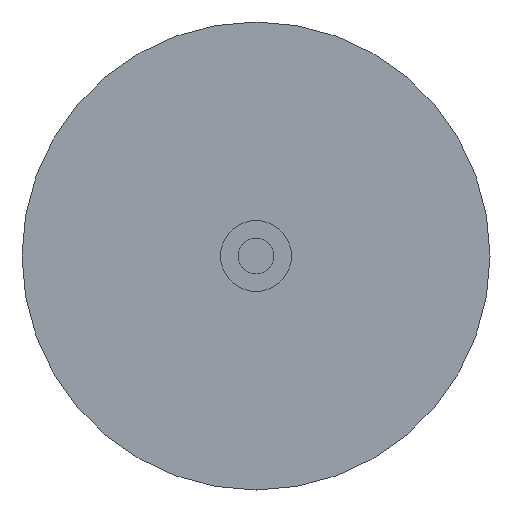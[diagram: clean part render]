
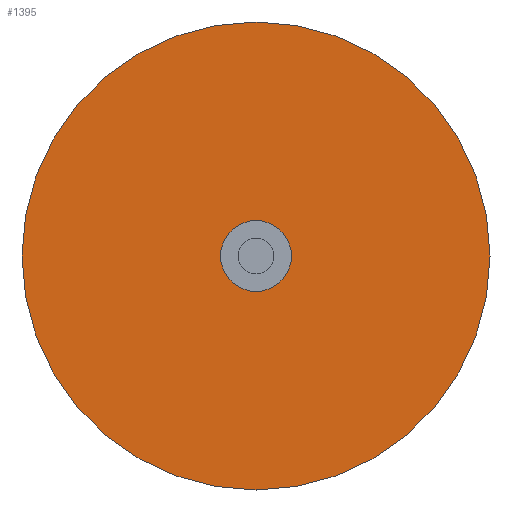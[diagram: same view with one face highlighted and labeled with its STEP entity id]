
A CAD part, front view. The second image highlights one B-rep face of the part: STEP entity #1395.
In plain terms, the highlighted face is planar.
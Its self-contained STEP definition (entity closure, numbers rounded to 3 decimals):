
#140=FACE_BOUND('',#436,.T.);
#220=CIRCLE('',#1671,33.);
#221=CIRCLE('',#1672,5.);
#312=FACE_OUTER_BOUND('',#435,.T.);
#435=EDGE_LOOP('',(#1130));
#436=EDGE_LOOP('',(#1131));
#729=VERTEX_POINT('',#2451);
#730=VERTEX_POINT('',#2453);
#872=EDGE_CURVE('',#729,#729,#220,.T.);
#873=EDGE_CURVE('',#730,#730,#221,.T.);
#1130=ORIENTED_EDGE('',*,*,#872,.T.);
#1131=ORIENTED_EDGE('',*,*,#873,.T.);
#1323=PLANE('',#1670);
#1395=ADVANCED_FACE('',(#312,#140),#1323,.T.);
#1670=AXIS2_PLACEMENT_3D('',#2450,#2020,#2021);
#1671=AXIS2_PLACEMENT_3D('',#2452,#2022,#2023);
#1672=AXIS2_PLACEMENT_3D('',#2454,#2024,#2025);
#2020=DIRECTION('center_axis',(0.,1.,0.));
#2021=DIRECTION('ref_axis',(0.,0.,1.));
#2022=DIRECTION('center_axis',(0.,1.,0.));
#2023=DIRECTION('ref_axis',(-1.,0.,0.));
#2024=DIRECTION('center_axis',(0.,-1.,0.));
#2025=DIRECTION('ref_axis',(-1.,0.,0.));
#2450=CARTESIAN_POINT('Origin',(0.,8.5,0.));
#2451=CARTESIAN_POINT('',(-33.,8.5,0.));
#2452=CARTESIAN_POINT('Origin',(0.,8.5,0.));
#2453=CARTESIAN_POINT('',(5.,8.5,0.));
#2454=CARTESIAN_POINT('Origin',(0.,8.5,0.));
